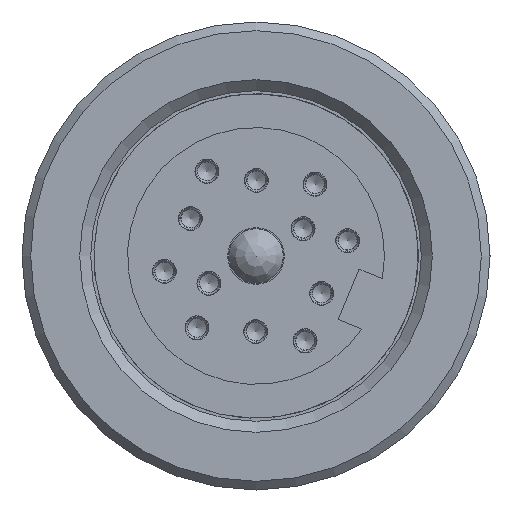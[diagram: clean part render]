
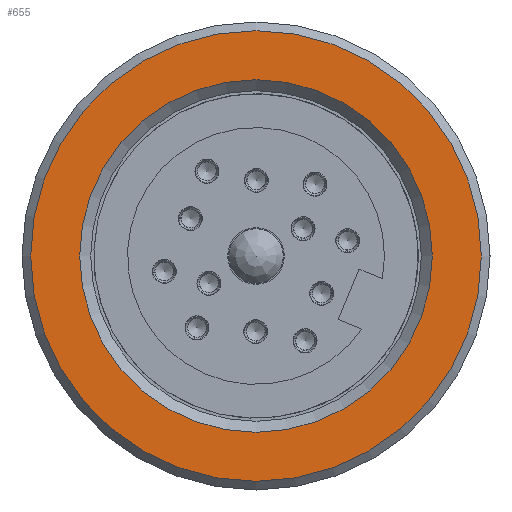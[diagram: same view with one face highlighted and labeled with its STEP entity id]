
A CAD part, left-side view. The second image highlights one B-rep face of the part: STEP entity #655.
In plain terms, the highlighted planar face has unit normal (-1, 0, 0).
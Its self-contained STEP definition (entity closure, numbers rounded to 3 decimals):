
#655=ADVANCED_FACE('',(#1049,#1050),#916,.T.);
#916=PLANE('',#4130);
#1049=FACE_BOUND('',#1247,.T.);
#1050=FACE_BOUND('',#1248,.T.);
#1247=EDGE_LOOP('',(#1850));
#1248=EDGE_LOOP('',(#1851));
#1615=CIRCLE('',#4127,10.35);
#1616=CIRCLE('',#4129,8.1);
#1850=ORIENTED_EDGE('',*,*,#3355,.T.);
#1851=ORIENTED_EDGE('',*,*,#3354,.F.);
#2949=VERTEX_POINT('',#5895);
#2950=VERTEX_POINT('',#5898);
#3354=EDGE_CURVE('',#2949,#2949,#1615,.T.);
#3355=EDGE_CURVE('',#2950,#2950,#1616,.T.);
#4127=AXIS2_PLACEMENT_3D('',#5894,#4693,#4694);
#4129=AXIS2_PLACEMENT_3D('',#5897,#4697,#4698);
#4130=AXIS2_PLACEMENT_3D('',#5899,#4699,#4700);
#4693=DIRECTION('',(1.,0.,0.));
#4694=DIRECTION('',(0.,0.,-1.));
#4697=DIRECTION('',(1.,0.,0.));
#4698=DIRECTION('',(0.,0.,1.));
#4699=DIRECTION('',(-1.,0.,0.));
#4700=DIRECTION('',(0.,0.,1.));
#5894=CARTESIAN_POINT('',(12.1,0.,0.));
#5895=CARTESIAN_POINT('',(12.1,0.,-10.35));
#5897=CARTESIAN_POINT('',(12.1,0.,0.));
#5898=CARTESIAN_POINT('',(12.1,0.,8.1));
#5899=CARTESIAN_POINT('',(12.1,0.,0.));
